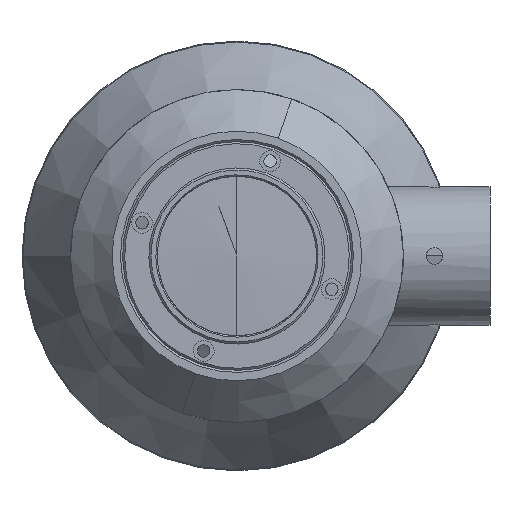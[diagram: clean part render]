
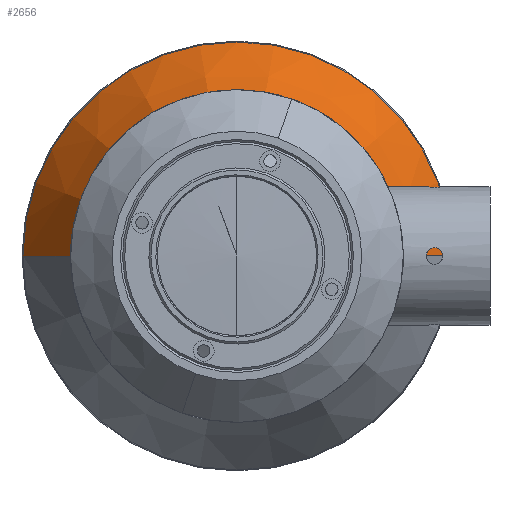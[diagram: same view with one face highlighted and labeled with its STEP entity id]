
A CAD part, left-side view. The second image highlights one B-rep face of the part: STEP entity #2656.
In plain terms, the highlighted conical face has half-angle 30 degrees and reference radius 17.134 mm.
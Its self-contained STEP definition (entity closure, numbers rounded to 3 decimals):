
#27 = AXIS2_PLACEMENT_3D ( 'NONE', #2742, #2823, #6517 ) ;
#76 = FACE_OUTER_BOUND ( 'NONE', #1291, .T. ) ;
#190 = EDGE_CURVE ( 'NONE', #3434, #5251, #6746, .T. ) ;
#216 = EDGE_CURVE ( 'NONE', #5251, #1952, #4476, .T. ) ;
#260 = CARTESIAN_POINT ( 'NONE',  ( 12.232, 17.134, 0. ) ) ;
#310 = CARTESIAN_POINT ( 'NONE',  ( 12.232, 0., 0. ) ) ;
#516 = CARTESIAN_POINT ( 'NONE',  ( 12.232, -17.134, 0. ) ) ;
#726 = LINE ( 'NONE', #6669, #3367 ) ;
#797 = CARTESIAN_POINT ( 'NONE',  ( 36.017, -30.866, 0. ) ) ;
#832 = CIRCLE ( 'NONE', #5470, 30.866 ) ;
#1002 = AXIS2_PLACEMENT_3D ( 'NONE', #2585, #4215, #6292 ) ;
#1118 = EDGE_CURVE ( 'NONE', #3513, #3921, #5698, .T. ) ;
#1291 = EDGE_LOOP ( 'NONE', ( #3591, #3533, #2559, #3668, #4329, #3042 ) ) ;
#1375 = DIRECTION ( 'NONE',  ( -1., 0., 0. ) ) ;
#1468 = VERTEX_POINT ( 'NONE', #797 ) ;
#1562 = CONICAL_SURFACE ( 'NONE', #6195, 17.134, 0.524 ) ;
#1952 = VERTEX_POINT ( 'NONE', #3763 ) ;
#2140 = DIRECTION ( 'NONE',  ( 1., 0., 0. ) ) ;
#2147 = EDGE_CURVE ( 'NONE', #1952, #1468, #832, .T. ) ;
#2559 = ORIENTED_EDGE ( 'NONE', *, *, #2147, .F. ) ;
#2585 = CARTESIAN_POINT ( 'NONE',  ( 12.232, 0., 0. ) ) ;
#2597 = CIRCLE ( 'NONE', #4290, 17.134 ) ;
#2656 = ADVANCED_FACE ( 'NONE', ( #76 ), #1562, .T. ) ;
#2742 = CARTESIAN_POINT ( 'NONE',  ( 36.017, 0., 0. ) ) ;
#2758 = DIRECTION ( 'NONE',  ( 1., 0., 0. ) ) ;
#2823 = DIRECTION ( 'NONE',  ( 1., 0., 0. ) ) ;
#2924 = DIRECTION ( 'NONE',  ( 0., 0., -1. ) ) ;
#3042 = ORIENTED_EDGE ( 'NONE', *, *, #6353, .F. ) ;
#3212 = CARTESIAN_POINT ( 'NONE',  ( 12.232, 17.134, 0. ) ) ;
#3367 = VECTOR ( 'NONE', #4142, 1000. ) ;
#3434 = VERTEX_POINT ( 'NONE', #3212 ) ;
#3513 = VERTEX_POINT ( 'NONE', #516 ) ;
#3533 = ORIENTED_EDGE ( 'NONE', *, *, #6141, .T. ) ;
#3591 = ORIENTED_EDGE ( 'NONE', *, *, #1118, .F. ) ;
#3668 = ORIENTED_EDGE ( 'NONE', *, *, #216, .F. ) ;
#3763 = CARTESIAN_POINT ( 'NONE',  ( 36.017, 0., 30.866 ) ) ;
#3921 = VERTEX_POINT ( 'NONE', #4373 ) ;
#4142 = DIRECTION ( 'NONE',  ( 0.866, -0.5, 0. ) ) ;
#4215 = DIRECTION ( 'NONE',  ( -1., 0., 0. ) ) ;
#4290 = AXIS2_PLACEMENT_3D ( 'NONE', #310, #1375, #2924 ) ;
#4329 = ORIENTED_EDGE ( 'NONE', *, *, #190, .F. ) ;
#4373 = CARTESIAN_POINT ( 'NONE',  ( 12.232, 0., 17.134 ) ) ;
#4476 = CIRCLE ( 'NONE', #27, 30.866 ) ;
#4800 = VECTOR ( 'NONE', #5609, 1000. ) ;
#4938 = DIRECTION ( 'NONE',  ( 0., 1., 0. ) ) ;
#5137 = CARTESIAN_POINT ( 'NONE',  ( 36.017, 30.866, 0. ) ) ;
#5251 = VERTEX_POINT ( 'NONE', #5137 ) ;
#5470 = AXIS2_PLACEMENT_3D ( 'NONE', #6439, #2758, #6457 ) ;
#5609 = DIRECTION ( 'NONE',  ( 0.866, 0.5, 0. ) ) ;
#5698 = CIRCLE ( 'NONE', #1002, 17.134 ) ;
#6141 = EDGE_CURVE ( 'NONE', #3513, #1468, #726, .T. ) ;
#6195 = AXIS2_PLACEMENT_3D ( 'NONE', #6534, #2140, #4938 ) ;
#6292 = DIRECTION ( 'NONE',  ( 0., 0., -1. ) ) ;
#6353 = EDGE_CURVE ( 'NONE', #3921, #3434, #2597, .T. ) ;
#6439 = CARTESIAN_POINT ( 'NONE',  ( 36.017, 0., 0. ) ) ;
#6457 = DIRECTION ( 'NONE',  ( 0., 0., -1. ) ) ;
#6517 = DIRECTION ( 'NONE',  ( 0., 0., -1. ) ) ;
#6534 = CARTESIAN_POINT ( 'NONE',  ( 12.232, 0., 0. ) ) ;
#6669 = CARTESIAN_POINT ( 'NONE',  ( 12.232, -17.134, 0. ) ) ;
#6746 = LINE ( 'NONE', #260, #4800 ) ;
